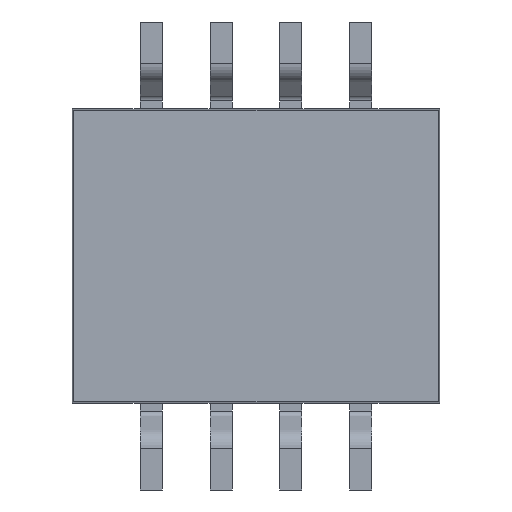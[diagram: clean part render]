
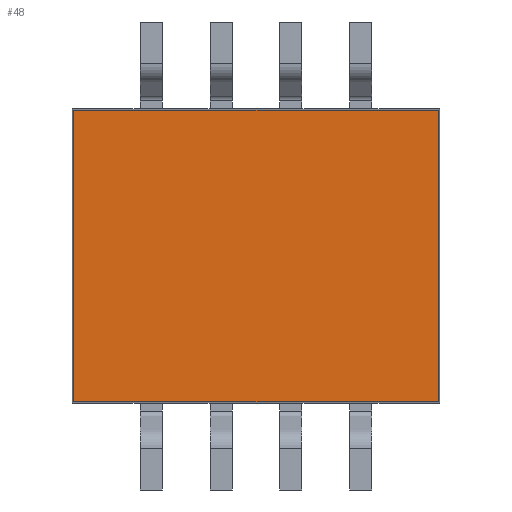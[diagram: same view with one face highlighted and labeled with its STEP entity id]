
A CAD part, front view. The second image highlights one B-rep face of the part: STEP entity #48.
In plain terms, the highlighted planar face has unit normal (0, -1, 0).
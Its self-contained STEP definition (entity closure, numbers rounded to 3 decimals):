
#48=ADVANCED_FACE('',(#645),#646,.F.);
#645=FACE_OUTER_BOUND('',#1861,.T.);
#646=PLANE('',#1862);
#1861=EDGE_LOOP('',(#3087,#3088,#3089,#3090));
#1862=AXIS2_PLACEMENT_3D('',#3091,#3092,#3093);
#3087=ORIENTED_EDGE('',*,*,#8199,.F.);
#3088=ORIENTED_EDGE('',*,*,#8200,.F.);
#3089=ORIENTED_EDGE('',*,*,#8201,.F.);
#3090=ORIENTED_EDGE('',*,*,#8202,.F.);
#3091=CARTESIAN_POINT('',(0.0,-0.9,0.0));
#3092=DIRECTION('',(-0.0,1.0,0.0));
#3093=DIRECTION('',(1.0,0.0,0.0));
#8199=EDGE_CURVE('',#9875,#9876,#9877,.T.);
#8200=EDGE_CURVE('',#9878,#9875,#9879,.T.);
#8201=EDGE_CURVE('',#9880,#9878,#9881,.T.);
#8202=EDGE_CURVE('',#9876,#9880,#9882,.T.);
#9875=VERTEX_POINT('',#12651);
#9876=VERTEX_POINT('',#12652);
#9877=LINE('',#12653,#12654);
#9878=VERTEX_POINT('',#12655);
#9879=LINE('',#12656,#12657);
#9880=VERTEX_POINT('',#12658);
#9881=LINE('',#12659,#12660);
#9882=LINE('',#12661,#12662);
#12651=CARTESIAN_POINT('',(5.849,-0.9,-2.644));
#12652=CARTESIAN_POINT('',(-0.769,-0.9,-2.644));
#12653=CARTESIAN_POINT('',(5.849,-0.9,-2.644));
#12654=VECTOR('',#17011,6.617);
#12655=CARTESIAN_POINT('',(5.849,-0.9,2.644));
#12656=CARTESIAN_POINT('',(5.849,-0.9,2.644));
#12657=VECTOR('',#17012,5.287);
#12658=CARTESIAN_POINT('',(-0.769,-0.9,2.644));
#12659=CARTESIAN_POINT('',(-0.769,-0.9,2.644));
#12660=VECTOR('',#17013,6.617);
#12661=CARTESIAN_POINT('',(-0.769,-0.9,-2.644));
#12662=VECTOR('',#17014,5.287);
#17011=DIRECTION('',(-1.0,0.0,0.0));
#17012=DIRECTION('',(0.0,0.0,-1.0));
#17013=DIRECTION('',(1.0,0.0,0.0));
#17014=DIRECTION('',(0.0,0.0,1.0));
